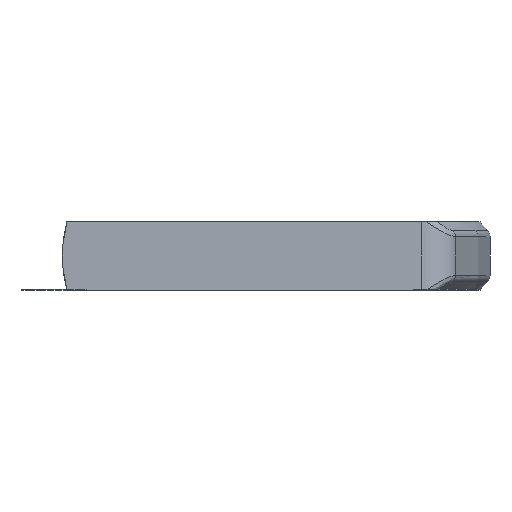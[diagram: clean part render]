
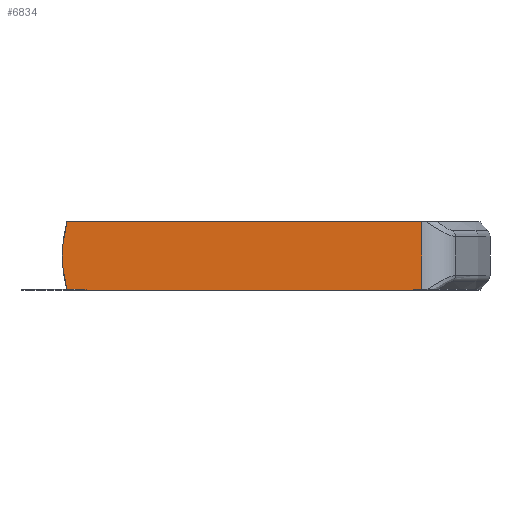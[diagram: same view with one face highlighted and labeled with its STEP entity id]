
A CAD part, left-side view. The second image highlights one B-rep face of the part: STEP entity #6834.
In plain terms, the highlighted planar face has unit normal (-1, 0, 0).
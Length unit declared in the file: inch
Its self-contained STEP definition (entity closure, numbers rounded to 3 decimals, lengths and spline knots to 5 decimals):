
#462=FACE_OUTER_BOUND('',#843,.T.);
#843=EDGE_LOOP('',(#5913,#5914,#5915,#5916));
#964=LINE('',#9455,#1799);
#1684=LINE('',#10980,#2519);
#1703=LINE('',#11318,#2538);
#1799=VECTOR('',#7602,3.90581);
#2519=VECTOR('',#8846,3.90581);
#2538=VECTOR('',#8917,0.75);
#2652=VERTEX_POINT('',#9452);
#2653=VERTEX_POINT('',#9454);
#3145=VERTEX_POINT('',#10977);
#3146=VERTEX_POINT('',#10979);
#3333=EDGE_CURVE('',#2653,#2652,#964,.T.);
#4067=EDGE_CURVE('',#3145,#3146,#1684,.T.);
#4123=EDGE_CURVE('',#3145,#2653,#1703,.T.);
#4124=EDGE_CURVE('',#2652,#3146,#6977,.T.);
#5913=ORIENTED_EDGE('',*,*,#4123,.T.);
#5914=ORIENTED_EDGE('',*,*,#3333,.T.);
#5915=ORIENTED_EDGE('',*,*,#4124,.T.);
#5916=ORIENTED_EDGE('',*,*,#4067,.F.);
#6508=PLANE('',#7356);
#6834=ADVANCED_FACE('',(#462),#6508,.T.);
#6977=CIRCLE('',#7357,1.45168);
#7356=AXIS2_PLACEMENT_3D('',#11319,#8918,#8919);
#7357=AXIS2_PLACEMENT_3D('',#11320,#8920,#8921);
#7602=DIRECTION('',(0.,1.,0.));
#8846=DIRECTION('',(0.,1.,0.));
#8917=DIRECTION('',(0.,0.,1.));
#8918=DIRECTION('center_axis',(-1.,0.,0.));
#8919=DIRECTION('ref_axis',(0.,-1.,0.));
#8920=DIRECTION('center_axis',(-1.,0.,0.));
#8921=DIRECTION('ref_axis',(0.,1.,0.));
#9452=CARTESIAN_POINT('',(0.,0.,0.75));
#9454=CARTESIAN_POINT('',(0.,-3.90581,0.75));
#9455=CARTESIAN_POINT('',(0.,-0.07573,0.75));
#10977=CARTESIAN_POINT('',(0.,-3.90581,0.));
#10979=CARTESIAN_POINT('',(0.,0.,0.));
#10980=CARTESIAN_POINT('',(0.,-0.07573,0.));
#11318=CARTESIAN_POINT('',(0.,-3.90581,0.));
#11319=CARTESIAN_POINT('Origin',(0.,-0.07573,
0.));
#11320=CARTESIAN_POINT('Origin',(0.,-1.4024,
0.375));
